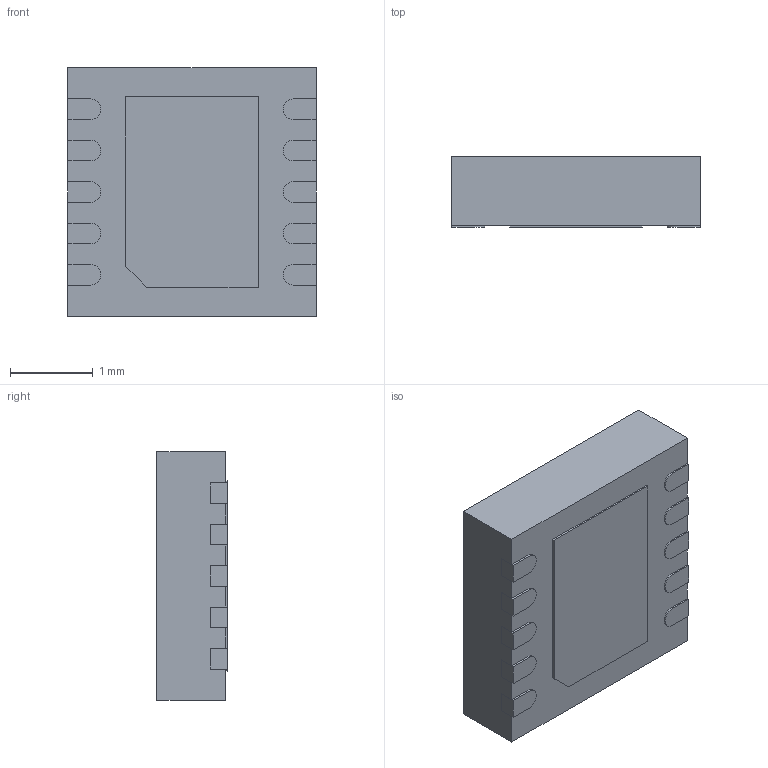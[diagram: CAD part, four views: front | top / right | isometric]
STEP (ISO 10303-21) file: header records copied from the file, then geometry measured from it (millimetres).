
FILE_DESCRIPTION (( 'STEP AP214' ), '1' );
FILE_NAME ('E554ED93-5CB3-4D67-AFD1-677B868398A5.STEP', '2023-03-04T16:06:38', ( '' ), ( '' ), 'SwSTEP 2.0', 'SolidWorks 2022', '' );
FILE_SCHEMA (( 'AUTOMOTIVE_DESIGN' ));
Length unit declared in the file: millimetre
Products named in the file (1): E554ED93-5CB3-4D67-AFD1-677B868398A5
Bounding box: 3 x 0.85 x 3 mm (x, y, z)
Volume: 7.6 mm3; surface area: 28.4 mm2
Topology: 1 solids, 1 shells, 197 faces, 519 edges, 338 vertices
Faces by surface type: plane 137, bspline 48, cylinder 12
Entity records: 9257 total; most frequent: CARTESIAN_POINT 3855, ORIENTED_EDGE 1038, DIRECTION 747, EDGE_CURVE 519, LINE 399, VECTOR 399, VERTEX_POINT 338, EDGE_LOOP 211
